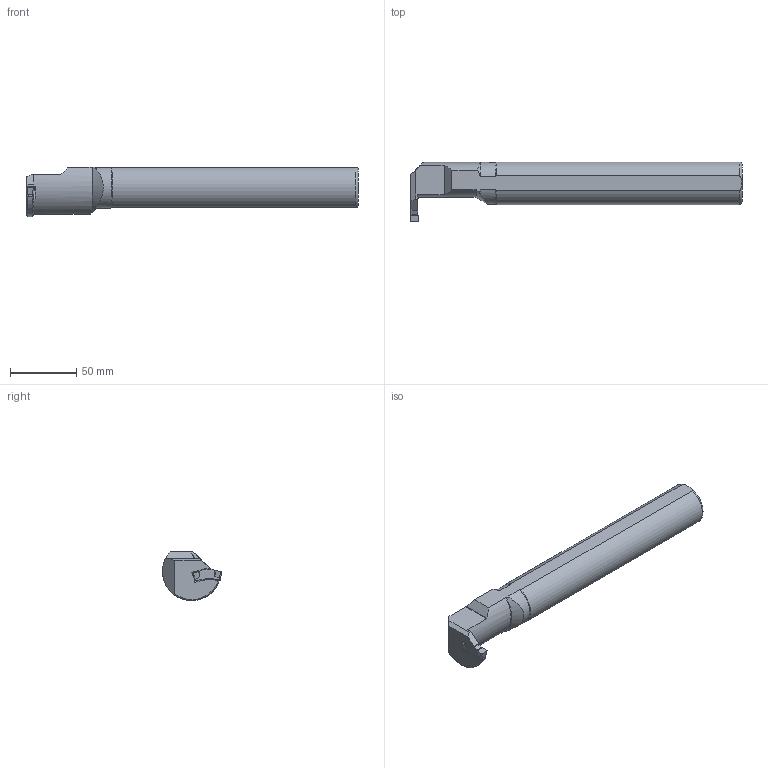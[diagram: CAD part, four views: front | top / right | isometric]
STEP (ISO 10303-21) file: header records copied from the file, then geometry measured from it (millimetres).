
FILE_DESCRIPTION(/* description */ (''),/* implementation_level */ '2;1');
FILE_NAME(/* name */ 'AIKT-ITG-R-32-6.35-T17.stp',/* time_stamp */ '2023-10-12T17:30:59+03:00',/* author */ (''),/* organization */ (''),/* preprocessor_version */ 'ST-DEVELOPER v19.4',/* originating_system */ 'SIEMENS PLM Software NX2306.3001',/* authorisation */ '');
FILE_SCHEMA (('AUTOMOTIVE_DESIGN { 1 0 10303 214 3 1 1 1 }'));
Length unit declared in the file: millimetre
Products named in the file (1): AIKT-ITG-R-32-6.35-T17_x_t_objects
Bounding box: 250 x 45.01 x 37 mm (x, y, z)
Volume: 191718.1 mm3; surface area: 27488.8 mm2
Topology: 2 solids, 2 shells, 69 faces, 182 edges, 117 vertices
Faces by surface type: plane 30, cylinder 19, cone 8, bspline 6, extrusion 4, torus 2
Entity records: 3596 total; most frequent: CARTESIAN_POINT 1986, ORIENTED_EDGE 360, DIRECTION 277, EDGE_CURVE 180, VERTEX_POINT 116, AXIS2_PLACEMENT_3D 98, VECTOR 81, LINE 77
